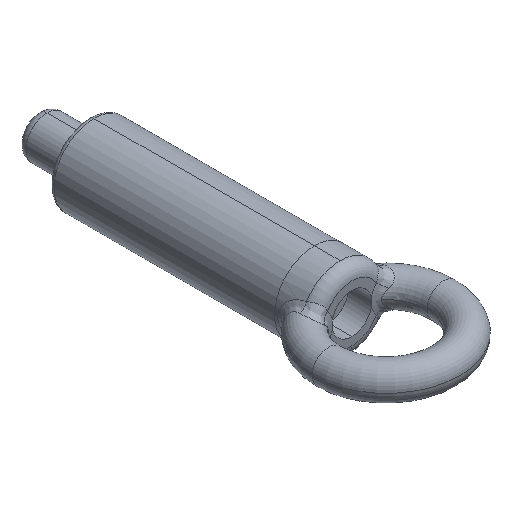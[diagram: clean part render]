
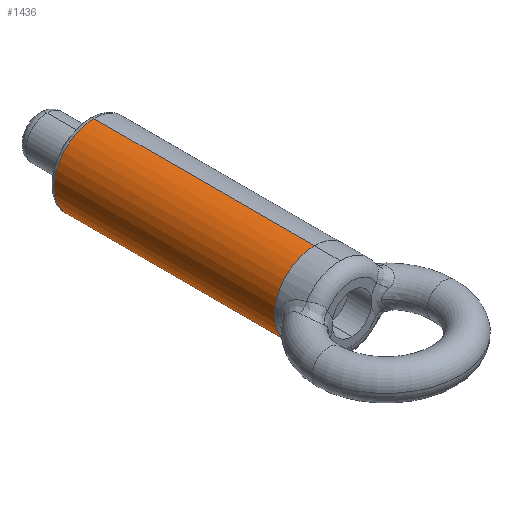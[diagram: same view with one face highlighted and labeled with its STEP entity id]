
A CAD part, isometric view. The second image highlights one B-rep face of the part: STEP entity #1436.
In plain terms, the highlighted cylindrical face has radius 17 mm (diameter 34 mm), a partial arc.
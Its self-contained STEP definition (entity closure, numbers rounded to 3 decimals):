
#50 = VECTOR ( 'NONE', #1937, 1000. ) ;
#76 = FACE_OUTER_BOUND ( 'NONE', #1218, .T. ) ;
#197 = ORIENTED_EDGE ( 'NONE', *, *, #278, .T. ) ;
#273 = CARTESIAN_POINT ( 'NONE',  ( 0., 0., 0. ) ) ;
#278 = EDGE_CURVE ( 'NONE', #1389, #2569, #767, .T. ) ;
#282 = CIRCLE ( 'NONE', #1988, 17. ) ;
#300 = CARTESIAN_POINT ( 'NONE',  ( 0., 0., -17. ) ) ;
#489 = DIRECTION ( 'NONE',  ( 0., 0., -1. ) ) ;
#501 = DIRECTION ( 'NONE',  ( 0., -1., 0. ) ) ;
#505 = CARTESIAN_POINT ( 'NONE',  ( 0., 94., -17. ) ) ;
#514 = EDGE_CURVE ( 'NONE', #2579, #2749, #282, .T. ) ;
#662 = CARTESIAN_POINT ( 'NONE',  ( 0., 94., 0. ) ) ;
#767 = CIRCLE ( 'NONE', #1275, 17. ) ;
#791 = CARTESIAN_POINT ( 'NONE',  ( 0., 0., 17. ) ) ;
#956 = EDGE_CURVE ( 'NONE', #2569, #2579, #2649, .T. ) ;
#1071 = LINE ( 'NONE', #2385, #50 ) ;
#1144 = DIRECTION ( 'NONE',  ( 0., 1., 0. ) ) ;
#1218 = EDGE_LOOP ( 'NONE', ( #1249, #197, #1904, #1487 ) ) ;
#1249 = ORIENTED_EDGE ( 'NONE', *, *, #1521, .F. ) ;
#1275 = AXIS2_PLACEMENT_3D ( 'NONE', #662, #2406, #2162 ) ;
#1318 = VECTOR ( 'NONE', #2242, 1000. ) ;
#1389 = VERTEX_POINT ( 'NONE', #2692 ) ;
#1436 = ADVANCED_FACE ( 'NONE', ( #76 ), #2002, .T. ) ;
#1487 = ORIENTED_EDGE ( 'NONE', *, *, #514, .T. ) ;
#1521 = EDGE_CURVE ( 'NONE', #1389, #2749, #1071, .T. ) ;
#1594 = CARTESIAN_POINT ( 'NONE',  ( 0., 96., 0. ) ) ;
#1898 = AXIS2_PLACEMENT_3D ( 'NONE', #1594, #501, #489 ) ;
#1904 = ORIENTED_EDGE ( 'NONE', *, *, #956, .T. ) ;
#1937 = DIRECTION ( 'NONE',  ( 0., -1., 0. ) ) ;
#1978 = CARTESIAN_POINT ( 'NONE',  ( 0., 96., -17. ) ) ;
#1988 = AXIS2_PLACEMENT_3D ( 'NONE', #273, #1144, #2229 ) ;
#2002 = CYLINDRICAL_SURFACE ( 'NONE', #1898, 17. ) ;
#2162 = DIRECTION ( 'NONE',  ( 0., 0., 1. ) ) ;
#2229 = DIRECTION ( 'NONE',  ( 0., 0., 1. ) ) ;
#2242 = DIRECTION ( 'NONE',  ( 0., -1., 0. ) ) ;
#2385 = CARTESIAN_POINT ( 'NONE',  ( 0., 96., 17. ) ) ;
#2406 = DIRECTION ( 'NONE',  ( 0., -1., 0. ) ) ;
#2569 = VERTEX_POINT ( 'NONE', #505 ) ;
#2579 = VERTEX_POINT ( 'NONE', #300 ) ;
#2649 = LINE ( 'NONE', #1978, #1318 ) ;
#2692 = CARTESIAN_POINT ( 'NONE',  ( 0., 94., 17. ) ) ;
#2749 = VERTEX_POINT ( 'NONE', #791 ) ;
